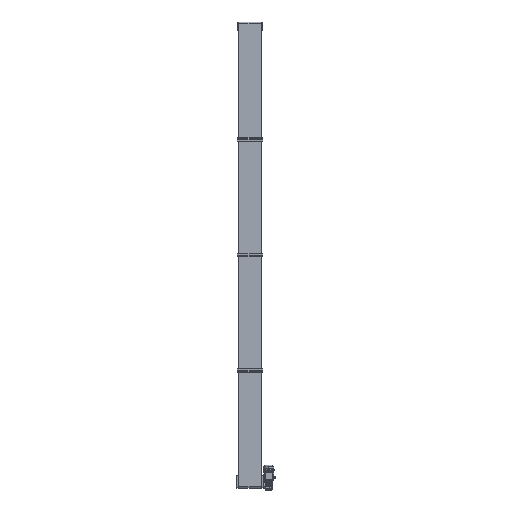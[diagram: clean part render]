
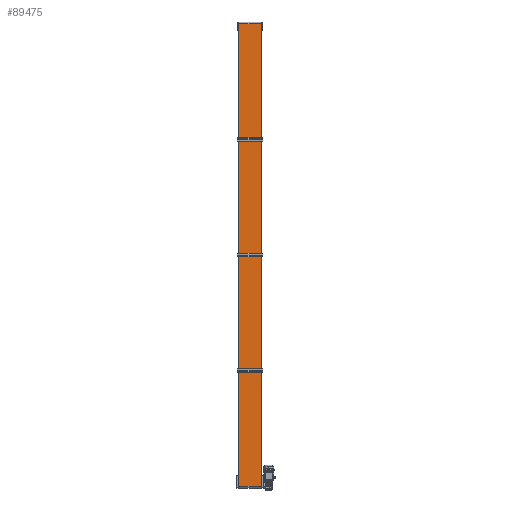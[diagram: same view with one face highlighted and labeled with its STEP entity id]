
A CAD part, front view. The second image highlights one B-rep face of the part: STEP entity #89475.
In plain terms, the highlighted planar face has unit normal (0, -1, 0).
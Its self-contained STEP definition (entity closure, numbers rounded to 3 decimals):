
#747 = DIRECTION ( 'NONE',  ( 0., 0., -1. ) ) ;
#1746 = LINE ( 'NONE', #79942, #38442 ) ;
#3356 = EDGE_CURVE ( 'NONE', #160289, #137118, #160384, .T. ) ;
#8263 = EDGE_CURVE ( 'NONE', #155291, #160289, #1746, .T. ) ;
#10945 = DIRECTION ( 'NONE',  ( -1., 0., 0. ) ) ;
#17500 = CARTESIAN_POINT ( 'NONE',  ( 2.5, -22.282, 4886.891 ) ) ;
#22409 = VECTOR ( 'NONE', #164575, 1000. ) ;
#24856 = VECTOR ( 'NONE', #137754, 1000. ) ;
#27291 = CARTESIAN_POINT ( 'NONE',  ( 2.5, -22.282, -114.891 ) ) ;
#31370 = FACE_OUTER_BOUND ( 'NONE', #74695, .T. ) ;
#38442 = VECTOR ( 'NONE', #747, 1000. ) ;
#50686 = ORIENTED_EDGE ( 'NONE', *, *, #8263, .F. ) ;
#55260 = VECTOR ( 'NONE', #10945, 1000. ) ;
#55611 = CARTESIAN_POINT ( 'NONE',  ( 247.5, -22.282, -114.891 ) ) ;
#61378 = ORIENTED_EDGE ( 'NONE', *, *, #3356, .F. ) ;
#61574 = CARTESIAN_POINT ( 'NONE',  ( 247.5, -22.282, 4886.891 ) ) ;
#63532 = CARTESIAN_POINT ( 'NONE',  ( 247.5, -22.282, -114.891 ) ) ;
#72797 = LINE ( 'NONE', #61574, #24856 ) ;
#74695 = EDGE_LOOP ( 'NONE', ( #74828, #61378, #50686, #200276 ) ) ;
#74828 = ORIENTED_EDGE ( 'NONE', *, *, #113874, .T. ) ;
#79942 = CARTESIAN_POINT ( 'NONE',  ( 247.5, -22.282, -114.891 ) ) ;
#86266 = LINE ( 'NONE', #193056, #22409 ) ;
#89475 = ADVANCED_FACE ( 'NONE', ( #31370 ), #141035, .F. ) ;
#106078 = EDGE_CURVE ( 'NONE', #155291, #186124, #72797, .T. ) ;
#113874 = EDGE_CURVE ( 'NONE', #186124, #137118, #86266, .T. ) ;
#120633 = CARTESIAN_POINT ( 'NONE',  ( 247.5, -22.282, -114.891 ) ) ;
#122417 = CARTESIAN_POINT ( 'NONE',  ( 247.5, -22.282, 4886.891 ) ) ;
#137118 = VERTEX_POINT ( 'NONE', #27291 ) ;
#137754 = DIRECTION ( 'NONE',  ( -1., 0., 0. ) ) ;
#141035 = PLANE ( 'NONE',  #158793 ) ;
#148992 = DIRECTION ( 'NONE',  ( 0., 0., 1. ) ) ;
#155291 = VERTEX_POINT ( 'NONE', #122417 ) ;
#158793 = AXIS2_PLACEMENT_3D ( 'NONE', #55611, #192824, #148992 ) ;
#160289 = VERTEX_POINT ( 'NONE', #63532 ) ;
#160384 = LINE ( 'NONE', #120633, #55260 ) ;
#164575 = DIRECTION ( 'NONE',  ( 0., 0., -1. ) ) ;
#186124 = VERTEX_POINT ( 'NONE', #17500 ) ;
#192824 = DIRECTION ( 'NONE',  ( 0., 1., 0. ) ) ;
#193056 = CARTESIAN_POINT ( 'NONE',  ( 2.5, -22.282, -114.891 ) ) ;
#200276 = ORIENTED_EDGE ( 'NONE', *, *, #106078, .T. ) ;
